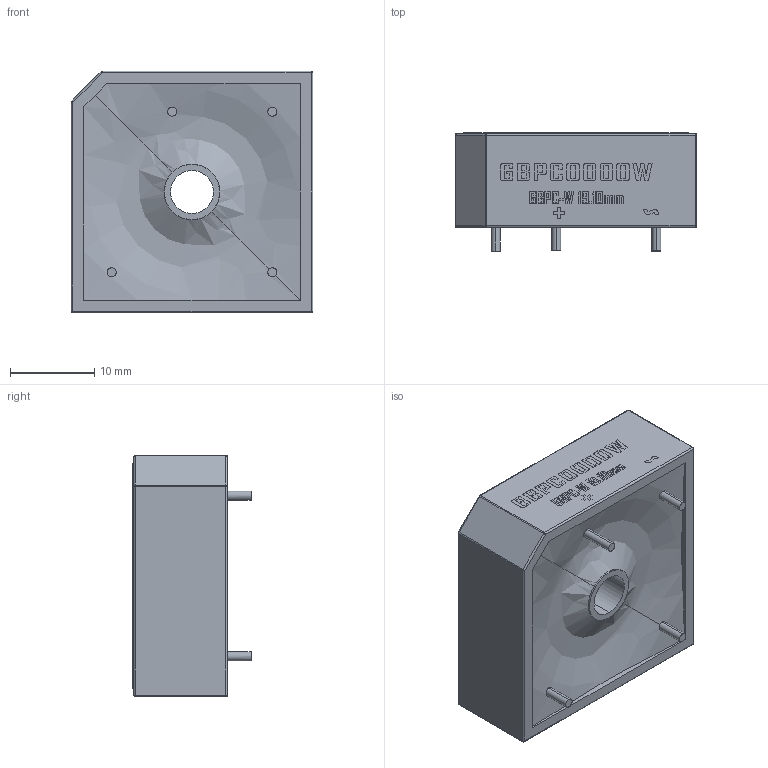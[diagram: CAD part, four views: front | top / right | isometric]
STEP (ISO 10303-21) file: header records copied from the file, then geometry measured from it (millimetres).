
FILE_DESCRIPTION (( 'STEP AP214' ), '1' );
FILE_NAME ('GBPC-W___Max_Size__.STEP', '2023-03-08T18:24:31', ( '' ), ( '' ), 'SwSTEP 2.0', 'SolidWorks 2020', '' );
FILE_SCHEMA (( 'AUTOMOTIVE_DESIGN' ));
Length unit declared in the file: millimetre
Products named in the file (1): GBPC-W___Max_Size__
Bounding box: 28.7 x 14.03 x 28.7 mm (x, y, z)
Volume: 8258.1 mm3; surface area: 3124.2 mm2
Topology: 1 solids, 1 shells, 455 faces, 1210 edges, 789 vertices
Faces by surface type: plane 317, bspline 87, cylinder 35, sphere 10, cone 6
Entity records: 20811 total; most frequent: CARTESIAN_POINT 5764, ORIENTED_EDGE 2400, DIRECTION 1791, EDGE_CURVE 1200, VECTOR 937, LINE 937, VERTEX_POINT 789, EDGE_LOOP 499
